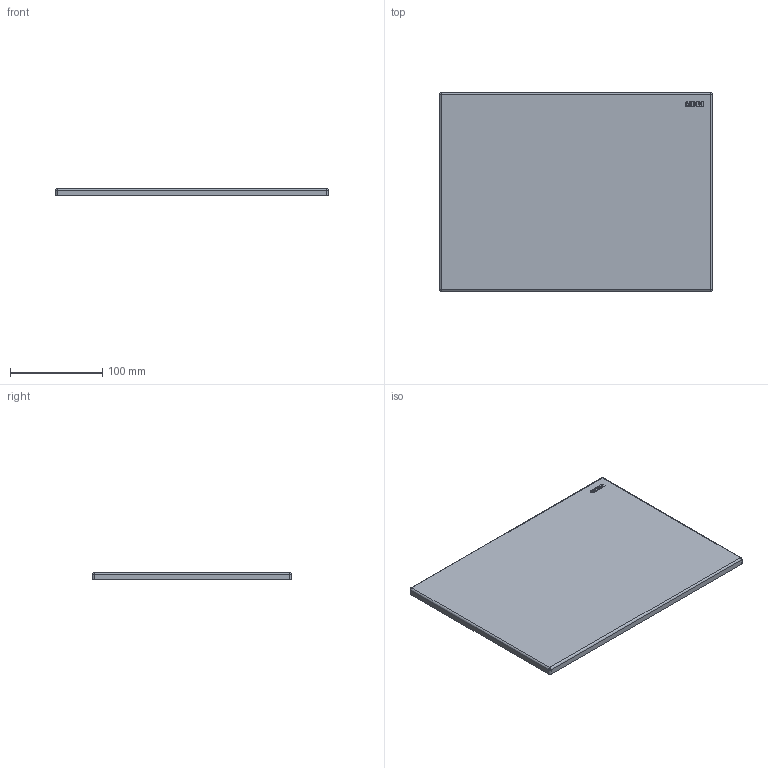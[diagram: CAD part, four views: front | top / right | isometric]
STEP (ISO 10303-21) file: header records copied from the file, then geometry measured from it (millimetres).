
FILE_DESCRIPTION(('CATIA V5 STEP Exchange'),'2;1');
FILE_NAME('STEP_359803_-_TST.stp','2019-09-04T06:37:27+00:00',('none'),('none'),'CATIA Version 5-6 Release 2016 SP4','CATIA V5 STEP AP203','none');
FILE_SCHEMA(('CONFIG_CONTROL_DESIGN'));
Length unit declared in the file: millimetre
Products named in the file (1): 359803 - TST
Bounding box: 295 x 215 x 7.8 mm (x, y, z)
Volume: 493811.7 mm3; surface area: 133904.2 mm2
Topology: 1 solids, 1 shells, 270 faces, 650 edges, 386 vertices
Faces by surface type: cylinder 118, torus 114, bspline 20, plane 14, sphere 4
Entity records: 9332 total; most frequent: CARTESIAN_POINT 3304, ORIENTED_EDGE 1292, DIRECTION 1082, AXIS2_PLACEMENT_3D 655, EDGE_CURVE 646, CIRCLE 411, VERTEX_POINT 386, EDGE_LOOP 278
